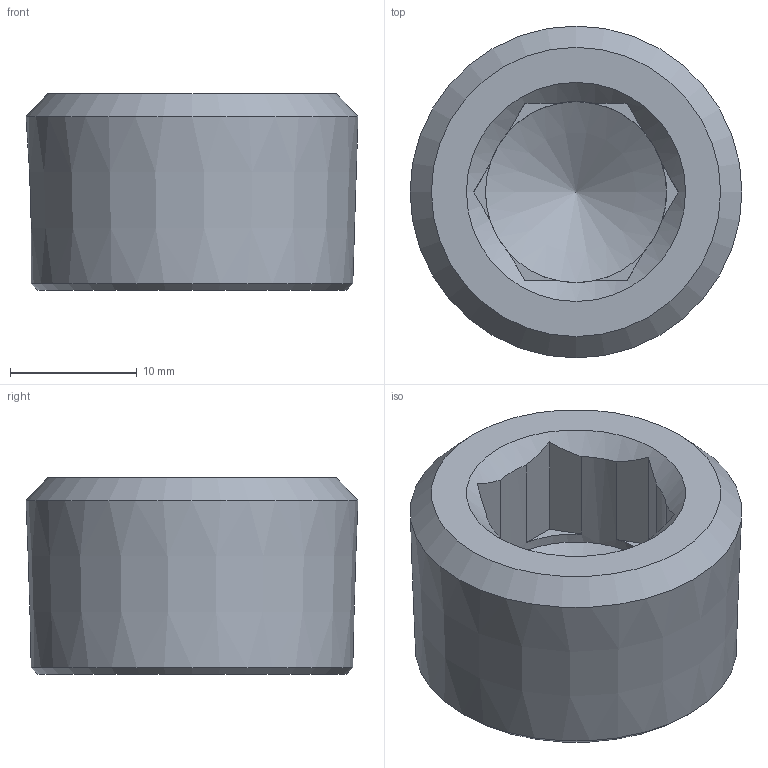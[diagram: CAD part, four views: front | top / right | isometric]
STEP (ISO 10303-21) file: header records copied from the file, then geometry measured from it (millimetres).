
FILE_DESCRIPTION( ( 'STEP AP214' ), '1' );
FILE_NAME( 'psolqas_14312_10.stp', '2021-03-04T17:30:26', ( 'License CC BY-ND 4.0' ), ( 'CADENAS' ), ' ', 'PARTsolutions', ' ' );
FILE_SCHEMA( ( 'AUTOMOTIVE_DESIGN { 1 0 10303 214 1 1 1 1 }' ) );
Length unit declared in the file: metre
Products named in the file (1): NONE
Bounding box: 26.22 x 26.22 x 15.5 mm (x, y, z)
Volume: 6069.8 mm3; surface area: 2655.5 mm2
Topology: 1 solids, 1 shells, 26 faces, 69 edges, 45 vertices
Faces by surface type: plane 20, cone 5, cylinder 1
Full cylindrical faces by diameter (mm): 14.3 x1
Entity records: 1002 total; most frequent: CARTESIAN_POINT 178, DIRECTION 120, ORIENTED_EDGE 120, EDGE_CURVE 60, AXIS2_PLACEMENT_3D 45, VERTEX_POINT 43, EDGE_LOOP 32, LINE 30
